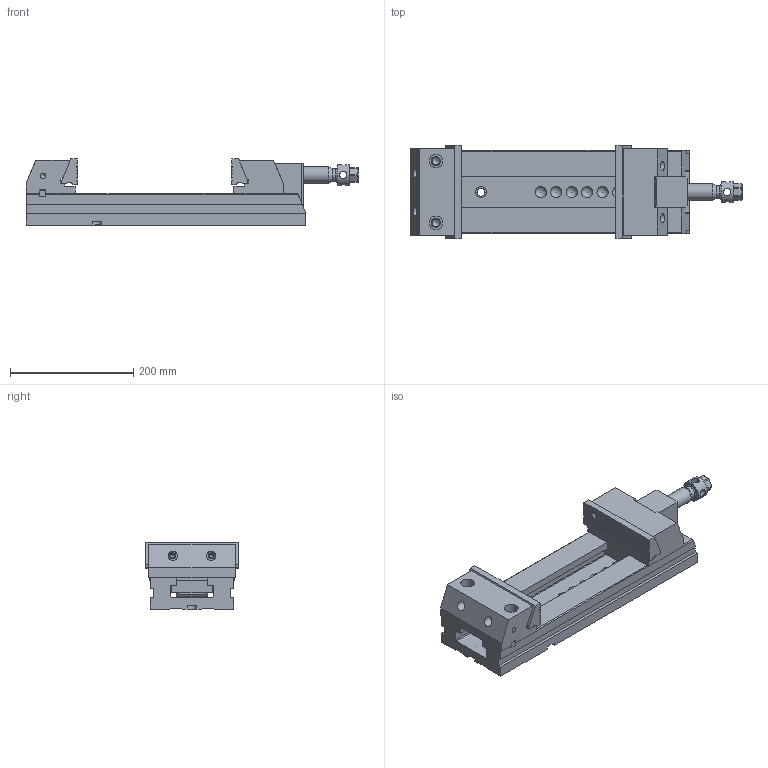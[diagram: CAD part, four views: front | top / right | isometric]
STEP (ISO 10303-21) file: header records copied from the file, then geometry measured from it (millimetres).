
FILE_DESCRIPTION(/* description */ (''),/* implementation_level */ '2;1');
FILE_NAME(/* name */ '30_150GL_Mordaza.stp',/* time_stamp */ '2013-07-15T07:47:18+02:00',/* author */ (''),/* organization */ (''),/* preprocessor_version */ 'ST-DEVELOPER v11',/* originating_system */ 'SIEMENS PLM Software NX 7.5',/* authorisation */ '');
FILE_SCHEMA (('AUTOMOTIVE_DESIGN { 1 0 10303 214 1 1 1 1 }'));
Length unit declared in the file: millimetre
Products named in the file (1): 30_150GL_Mordaza
Bounding box: 537.75 x 150 x 107 mm (x, y, z)
Volume: 3414648.1 mm3; surface area: 474799 mm2
Topology: 12 solids, 12 shells, 448 faces, 1231 edges, 816 vertices
Faces by surface type: plane 296, cylinder 98, cone 33, sphere 12, torus 9
Full cylindrical faces by diameter (mm): 4.351 x1, 5.188 x5, 6.985 x4, 8.5 x4, 8.782 x5, 9.7 x2, 10 x2, 10.579 x4, 12 x4, 12.376 x2, 13 x6, 15 x6, 16 x2, 16.5 x1, 18 x2, 19 x4, 20 x3, 21.25 x1, 22 x2, 26 x1, 30 x2, 33.8 x1, 34 x3
Entity records: 16581 total; most frequent: CARTESIAN_POINT 2618, DIRECTION 2171, ORIENTED_EDGE 2072, EDGE_CURVE 1036, VERTEX_POINT 753, AXIS2_PLACEMENT_3D 726, LINE 719, VECTOR 719
